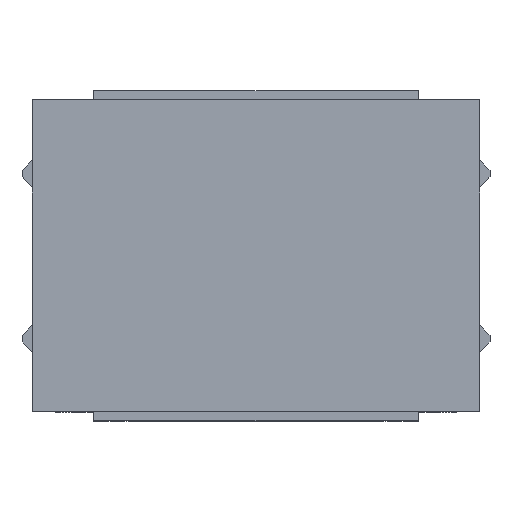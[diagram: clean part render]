
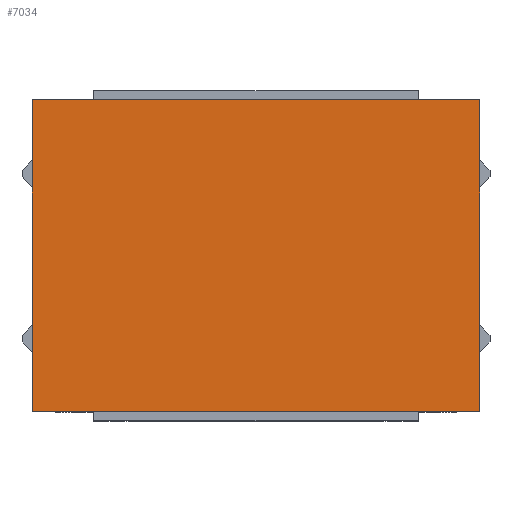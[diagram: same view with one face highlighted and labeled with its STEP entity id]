
A CAD part, top view. The second image highlights one B-rep face of the part: STEP entity #7034.
In plain terms, the highlighted planar face has unit normal (0, 0, 1).
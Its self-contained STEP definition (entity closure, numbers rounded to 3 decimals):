
#32=PLANE('',#7451);
#317=LINE('',#10111,#1137);
#331=LINE('',#10143,#1151);
#341=LINE('',#10166,#1161);
#342=LINE('',#10168,#1162);
#1137=VECTOR('',#8073,1000.);
#1151=VECTOR('',#8097,1000.);
#1161=VECTOR('',#8123,1000.);
#1162=VECTOR('',#8126,1000.);
#2024=ORIENTED_EDGE('',*,*,#4047,.T.);
#2025=ORIENTED_EDGE('',*,*,#4077,.F.);
#2026=ORIENTED_EDGE('',*,*,#4065,.F.);
#2027=ORIENTED_EDGE('',*,*,#4078,.T.);
#4047=EDGE_CURVE('',#5086,#5085,#317,.T.);
#4065=EDGE_CURVE('',#5098,#5099,#331,.T.);
#4077=EDGE_CURVE('',#5099,#5085,#341,.T.);
#4078=EDGE_CURVE('',#5098,#5086,#342,.T.);
#5085=VERTEX_POINT('',#10110);
#5086=VERTEX_POINT('',#10112);
#5098=VERTEX_POINT('',#10142);
#5099=VERTEX_POINT('',#10144);
#5960=EDGE_LOOP('',(#2024,#2025,#2026,#2027));
#6348=FACE_BOUND('',#5960,.T.);
#7034=ADVANCED_FACE('',(#6348),#32,.F.);
#7451=AXIS2_PLACEMENT_3D('',#10167,#8124,#8125);
#8073=DIRECTION('',(0.,-1.,0.));
#8097=DIRECTION('',(0.,-1.,0.));
#8123=DIRECTION('',(-1.,0.,0.));
#8124=DIRECTION('',(0.,0.,-1.));
#8125=DIRECTION('',(-1.,0.,0.));
#8126=DIRECTION('',(-1.,0.,0.));
#10110=CARTESIAN_POINT('',(-2.4,-3.445,2.79));
#10111=CARTESIAN_POINT('',(-2.4,-3.445,2.79));
#10112=CARTESIAN_POINT('',(-2.4,3.445,2.79));
#10142=CARTESIAN_POINT('',(2.4,3.445,2.79));
#10143=CARTESIAN_POINT('',(2.4,-3.445,2.79));
#10144=CARTESIAN_POINT('',(2.4,-3.445,2.79));
#10166=CARTESIAN_POINT('',(2.4,-3.445,2.79));
#10167=CARTESIAN_POINT('',(2.4,-3.445,2.79));
#10168=CARTESIAN_POINT('',(2.4,3.445,2.79));
